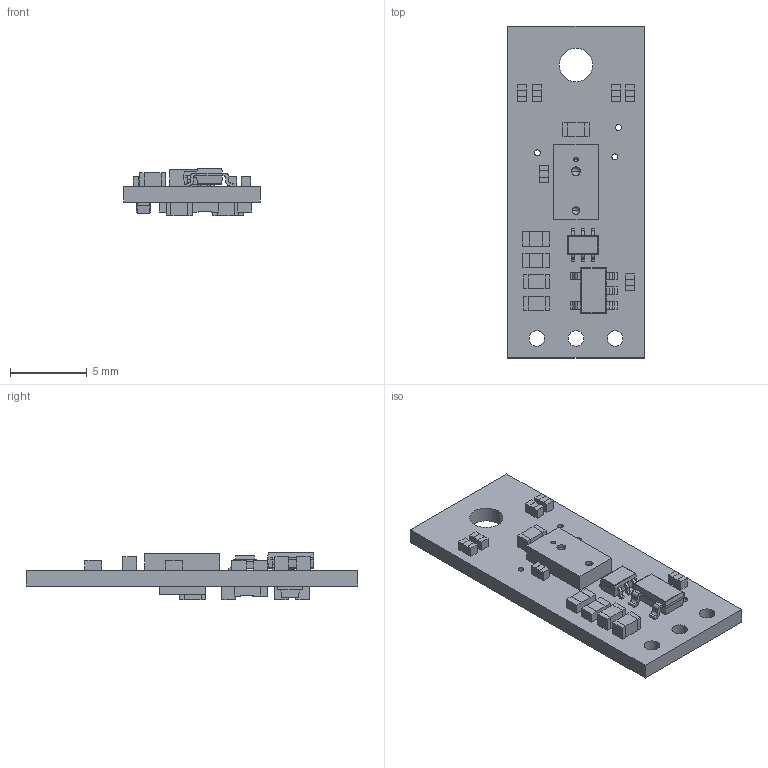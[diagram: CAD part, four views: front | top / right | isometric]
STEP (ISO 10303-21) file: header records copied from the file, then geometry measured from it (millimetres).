
FILE_DESCRIPTION (( 'STEP AP214' ), '1' );
FILE_NAME ('irs16a-step.step', '2021-02-06T00:36:43', ( '' ), ( '' ), 'SwSTEP 2.0', 'SolidWorks 2020', '' );
FILE_SCHEMA (( 'AUTOMOTIVE_DESIGN' ));
Length unit declared in the file: inch
Products named in the file (1): irs16a-step
Bounding box: 8.89 x 21.59 x 3.11 mm (x, y, z)
Volume: 236.1 mm3; surface area: 596.2 mm2
Topology: 5 solids, 5 shells, 855 faces, 2272 edges, 1477 vertices
Faces by surface type: plane 573, bspline 186, cylinder 90, sphere 6
Entity records: 44133 total; most frequent: CARTESIAN_POINT 13027, ORIENTED_EDGE 4520, DIRECTION 3308, EDGE_CURVE 2260, LINE 1676, VECTOR 1676, VERTEX_POINT 1471, EDGE_LOOP 945
